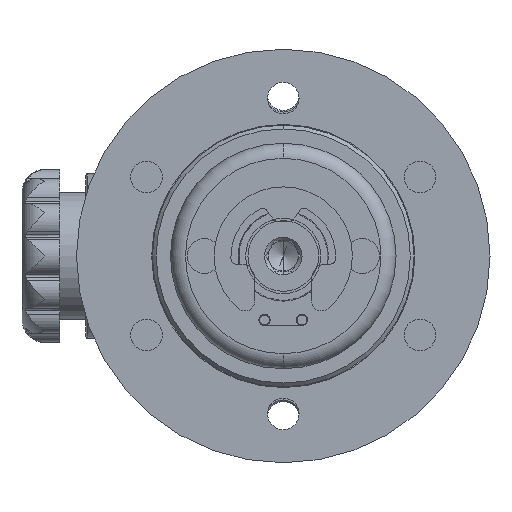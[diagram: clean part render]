
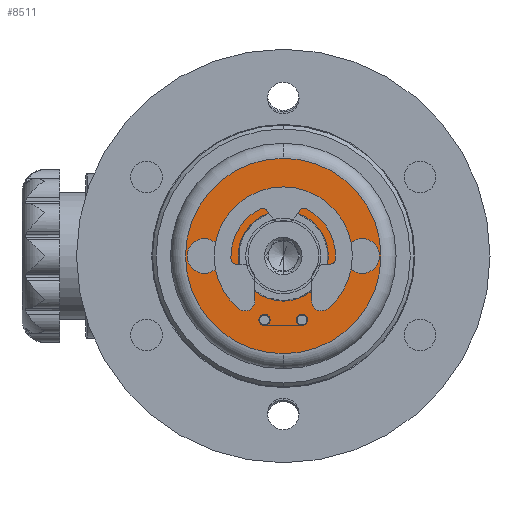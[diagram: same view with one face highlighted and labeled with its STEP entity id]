
A CAD part, front view. The second image highlights one B-rep face of the part: STEP entity #8511.
In plain terms, the highlighted planar face has unit normal (0, -1, 0).
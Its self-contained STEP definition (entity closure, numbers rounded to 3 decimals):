
#161 = CARTESIAN_POINT ( 'NONE',  ( 0., -205.5, 0. ) ) ;
#288 = EDGE_LOOP ( 'NONE', ( #26619, #16479, #15275, #16011 ) ) ;
#1039 = CIRCLE ( 'NONE', #2015, 2.3 ) ;
#1167 = CARTESIAN_POINT ( 'NONE',  ( 2.187, -205.5, -9.182 ) ) ;
#2015 = AXIS2_PLACEMENT_3D ( 'NONE', #18535, #15814, #15667 ) ;
#2459 = CIRCLE ( 'NONE', #12623, 0.75 ) ;
#2606 = CARTESIAN_POINT ( 'NONE',  ( 0., -205.5, 13. ) ) ;
#3033 = CIRCLE ( 'NONE', #9825, 13. ) ;
#3369 = DIRECTION ( 'NONE',  ( 0., 0., -1. ) ) ;
#3763 = CARTESIAN_POINT ( 'NONE',  ( 0., -205.5, 0. ) ) ;
#4001 = CARTESIAN_POINT ( 'NONE',  ( 0., -205.5, 0. ) ) ;
#4138 = PLANE ( 'NONE',  #21646 ) ;
#4143 = EDGE_LOOP ( 'NONE', ( #20081, #20116 ) ) ;
#4616 = DIRECTION ( 'NONE',  ( 0., -1., 0. ) ) ;
#4918 = EDGE_CURVE ( 'NONE', #22568, #25115, #2459, .T. ) ;
#5012 = EDGE_CURVE ( 'NONE', #17761, #10631, #26563, .T. ) ;
#5451 = DIRECTION ( 'NONE',  ( 0., 0., -1. ) ) ;
#5793 = AXIS2_PLACEMENT_3D ( 'NONE', #18116, #4616, #25007 ) ;
#6978 = AXIS2_PLACEMENT_3D ( 'NONE', #7724, #21669, #5451 ) ;
#7297 = ORIENTED_EDGE ( 'NONE', *, *, #15847, .F. ) ;
#7724 = CARTESIAN_POINT ( 'NONE',  ( 10.5, -205.5, 0. ) ) ;
#8072 = CARTESIAN_POINT ( 'NONE',  ( -2.5, -205.5, -8.5 ) ) ;
#8175 = DIRECTION ( 'NONE',  ( 0., 0., -1. ) ) ;
#8240 = FACE_BOUND ( 'NONE', #24145, .T. ) ;
#8511 = ADVANCED_FACE ( 'NONE', ( #10661, #29190, #8240, #22181, #22483 ), #4138, .F. ) ;
#8741 = EDGE_CURVE ( 'NONE', #15089, #22498, #11485, .T. ) ;
#8832 = CARTESIAN_POINT ( 'NONE',  ( 2.5, -205.5, -8.5 ) ) ;
#9025 = AXIS2_PLACEMENT_3D ( 'NONE', #3763, #13033, #8175 ) ;
#9559 = VERTEX_POINT ( 'NONE', #2606 ) ;
#9777 = CIRCLE ( 'NONE', #26594, 6. ) ;
#9825 = AXIS2_PLACEMENT_3D ( 'NONE', #4001, #20200, #13417 ) ;
#10005 = ORIENTED_EDGE ( 'NONE', *, *, #8741, .F. ) ;
#10358 = CARTESIAN_POINT ( 'NONE',  ( 0., -205.5, -6. ) ) ;
#10404 = ORIENTED_EDGE ( 'NONE', *, *, #12285, .F. ) ;
#10631 = VERTEX_POINT ( 'NONE', #22087 ) ;
#10661 = FACE_BOUND ( 'NONE', #18292, .T. ) ;
#11005 = VERTEX_POINT ( 'NONE', #25454 ) ;
#11123 = DIRECTION ( 'NONE',  ( 0., 0., -1. ) ) ;
#11313 = CIRCLE ( 'NONE', #6978, 2.3 ) ;
#11485 = CIRCLE ( 'NONE', #29238, 6. ) ;
#11507 = AXIS2_PLACEMENT_3D ( 'NONE', #19536, #21353, #28365 ) ;
#12285 = EDGE_CURVE ( 'NONE', #26541, #28935, #11313, .T. ) ;
#12379 = CARTESIAN_POINT ( 'NONE',  ( 2.5, -205.5, -9.25 ) ) ;
#12471 = CIRCLE ( 'NONE', #11507, 2.3 ) ;
#12613 = ORIENTED_EDGE ( 'NONE', *, *, #23894, .F. ) ;
#12623 = AXIS2_PLACEMENT_3D ( 'NONE', #8072, #19141, #3369 ) ;
#13033 = DIRECTION ( 'NONE',  ( 0., -1., 0. ) ) ;
#13046 = LINE ( 'NONE', #22270, #17960 ) ;
#13269 = DIRECTION ( 'NONE',  ( -1., 0., 0. ) ) ;
#13409 = DIRECTION ( 'NONE',  ( 0., 1., 0. ) ) ;
#13417 = DIRECTION ( 'NONE',  ( 0., 0., -1. ) ) ;
#14546 = CARTESIAN_POINT ( 'NONE',  ( -10.5, -205.5, 2.3 ) ) ;
#14575 = AXIS2_PLACEMENT_3D ( 'NONE', #8832, #24535, #22020 ) ;
#15089 = VERTEX_POINT ( 'NONE', #19434 ) ;
#15275 = ORIENTED_EDGE ( 'NONE', *, *, #4918, .F. ) ;
#15561 = CARTESIAN_POINT ( 'NONE',  ( 0., -205.5, 0. ) ) ;
#15667 = DIRECTION ( 'NONE',  ( 0., 0., 1. ) ) ;
#15814 = DIRECTION ( 'NONE',  ( 0., -1., 0. ) ) ;
#15847 = EDGE_CURVE ( 'NONE', #28935, #26541, #26494, .T. ) ;
#16011 = ORIENTED_EDGE ( 'NONE', *, *, #19765, .F. ) ;
#16288 = EDGE_CURVE ( 'NONE', #25115, #17761, #13046, .T. ) ;
#16479 = ORIENTED_EDGE ( 'NONE', *, *, #16288, .F. ) ;
#17761 = VERTEX_POINT ( 'NONE', #12379 ) ;
#17868 = CARTESIAN_POINT ( 'NONE',  ( 10.5, -205.5, -2.3 ) ) ;
#17960 = VECTOR ( 'NONE', #18037, 1000. ) ;
#18037 = DIRECTION ( 'NONE',  ( 1., 0., 0. ) ) ;
#18116 = CARTESIAN_POINT ( 'NONE',  ( 10.5, -205.5, 0. ) ) ;
#18145 = VERTEX_POINT ( 'NONE', #14546 ) ;
#18292 = EDGE_LOOP ( 'NONE', ( #10005, #12613 ) ) ;
#18535 = CARTESIAN_POINT ( 'NONE',  ( -10.5, -205.5, 0. ) ) ;
#19141 = DIRECTION ( 'NONE',  ( 0., -1., 0. ) ) ;
#19294 = CARTESIAN_POINT ( 'NONE',  ( -10.5, -205.5, -2.3 ) ) ;
#19434 = CARTESIAN_POINT ( 'NONE',  ( 0., -205.5, 6. ) ) ;
#19536 = CARTESIAN_POINT ( 'NONE',  ( -10.5, -205.5, 0. ) ) ;
#19575 = EDGE_CURVE ( 'NONE', #11005, #9559, #19644, .T. ) ;
#19644 = CIRCLE ( 'NONE', #9025, 13. ) ;
#19765 = EDGE_CURVE ( 'NONE', #10631, #22568, #21936, .T. ) ;
#20081 = ORIENTED_EDGE ( 'NONE', *, *, #19575, .T. ) ;
#20116 = ORIENTED_EDGE ( 'NONE', *, *, #29713, .T. ) ;
#20200 = DIRECTION ( 'NONE',  ( 0., -1., 0. ) ) ;
#20323 = CARTESIAN_POINT ( 'NONE',  ( -2.184, -205.5, -9.18 ) ) ;
#20824 = ORIENTED_EDGE ( 'NONE', *, *, #25964, .F. ) ;
#20909 = DIRECTION ( 'NONE',  ( 0., 0., 1. ) ) ;
#21015 = EDGE_CURVE ( 'NONE', #18145, #27167, #1039, .T. ) ;
#21106 = VECTOR ( 'NONE', #13269, 1000. ) ;
#21353 = DIRECTION ( 'NONE',  ( 0., -1., 0. ) ) ;
#21646 = AXIS2_PLACEMENT_3D ( 'NONE', #22330, #13409, #11123 ) ;
#21669 = DIRECTION ( 'NONE',  ( 0., -1., 0. ) ) ;
#21936 = LINE ( 'NONE', #1167, #21106 ) ;
#22020 = DIRECTION ( 'NONE',  ( 0., 0., 1. ) ) ;
#22087 = CARTESIAN_POINT ( 'NONE',  ( 2.187, -205.5, -9.182 ) ) ;
#22181 = FACE_BOUND ( 'NONE', #22421, .T. ) ;
#22270 = CARTESIAN_POINT ( 'NONE',  ( 2.5, -205.5, -9.25 ) ) ;
#22330 = CARTESIAN_POINT ( 'NONE',  ( -15., -205.5, 0. ) ) ;
#22421 = EDGE_LOOP ( 'NONE', ( #7297, #10404 ) ) ;
#22483 = FACE_BOUND ( 'NONE', #288, .T. ) ;
#22498 = VERTEX_POINT ( 'NONE', #10358 ) ;
#22524 = DIRECTION ( 'NONE',  ( 0., 0., 1. ) ) ;
#22568 = VERTEX_POINT ( 'NONE', #20323 ) ;
#22757 = CARTESIAN_POINT ( 'NONE',  ( 10.5, -205.5, 2.3 ) ) ;
#23360 = ORIENTED_EDGE ( 'NONE', *, *, #21015, .F. ) ;
#23894 = EDGE_CURVE ( 'NONE', #22498, #15089, #9777, .T. ) ;
#24145 = EDGE_LOOP ( 'NONE', ( #23360, #20824 ) ) ;
#24535 = DIRECTION ( 'NONE',  ( 0., -1., 0. ) ) ;
#25007 = DIRECTION ( 'NONE',  ( 0., 0., -1. ) ) ;
#25115 = VERTEX_POINT ( 'NONE', #27984 ) ;
#25454 = CARTESIAN_POINT ( 'NONE',  ( 0., -205.5, -13. ) ) ;
#25964 = EDGE_CURVE ( 'NONE', #27167, #18145, #12471, .T. ) ;
#26494 = CIRCLE ( 'NONE', #5793, 2.3 ) ;
#26541 = VERTEX_POINT ( 'NONE', #22757 ) ;
#26563 = CIRCLE ( 'NONE', #14575, 0.75 ) ;
#26594 = AXIS2_PLACEMENT_3D ( 'NONE', #15561, #29083, #22524 ) ;
#26619 = ORIENTED_EDGE ( 'NONE', *, *, #5012, .F. ) ;
#27167 = VERTEX_POINT ( 'NONE', #19294 ) ;
#27499 = DIRECTION ( 'NONE',  ( 0., -1., 0. ) ) ;
#27984 = CARTESIAN_POINT ( 'NONE',  ( -2.5, -205.5, -9.25 ) ) ;
#28365 = DIRECTION ( 'NONE',  ( 0., 0., 1. ) ) ;
#28935 = VERTEX_POINT ( 'NONE', #17868 ) ;
#29083 = DIRECTION ( 'NONE',  ( 0., -1., 0. ) ) ;
#29190 = FACE_OUTER_BOUND ( 'NONE', #4143, .T. ) ;
#29238 = AXIS2_PLACEMENT_3D ( 'NONE', #161, #27499, #20909 ) ;
#29713 = EDGE_CURVE ( 'NONE', #9559, #11005, #3033, .T. ) ;
